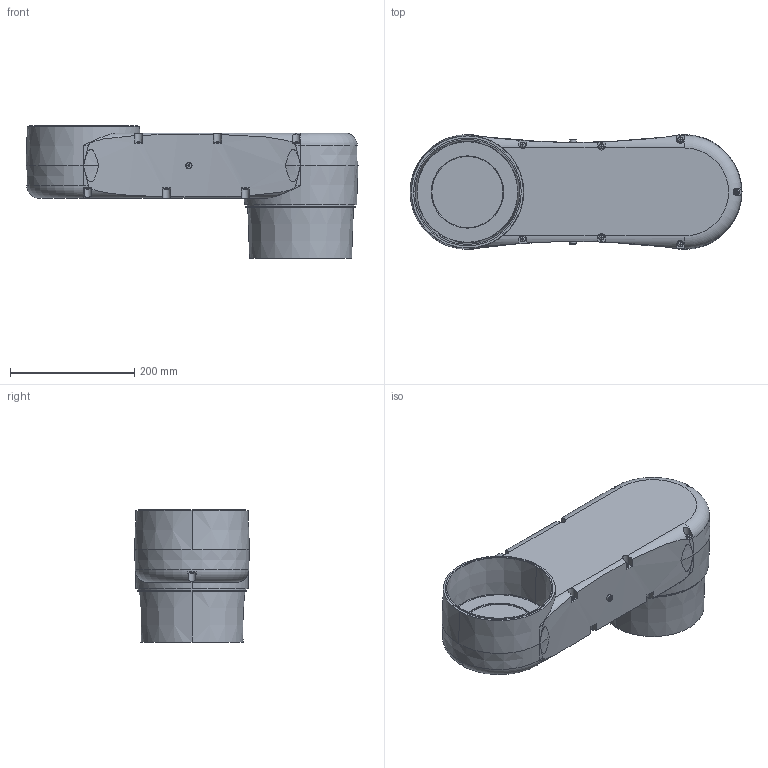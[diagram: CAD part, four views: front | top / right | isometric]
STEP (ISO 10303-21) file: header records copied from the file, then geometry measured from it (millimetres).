
FILE_DESCRIPTION((''),'2;1');
FILE_NAME('N6_A1000S_SR_J2','2019-08-25T20:27:29',('arco0'),(''),'CREO PARAMETRIC BY PTC INC, 2018420','CREO PARAMETRIC BY PTC INC, 2018420','');
FILE_SCHEMA(('AUTOMOTIVE_DESIGN { 1 0 10303 214 1 1 1 1 }'));
Length unit declared in the file: millimetre
Products named in the file (1): N6_A1000S_SR_J2
Bounding box: 535 x 185 x 213 mm (x, y, z)
Volume: 9685804.7 mm3; surface area: 396303.6 mm2
Topology: 3 solids, 3 shells, 437 faces, 1168 edges, 759 vertices
Faces by surface type: plane 245, cylinder 131, sphere 28, cone 25, torus 8
Entity records: 18051 total; most frequent: CARTESIAN_POINT 3472, ORIENTED_EDGE 2328, DIRECTION 2326, PRESENTATION_STYLE_ASSIGNMENT 1165, STYLED_ITEM 1165, CURVE_STYLE 1164, EDGE_CURVE 1164, AXIS2_PLACEMENT_3D 883
